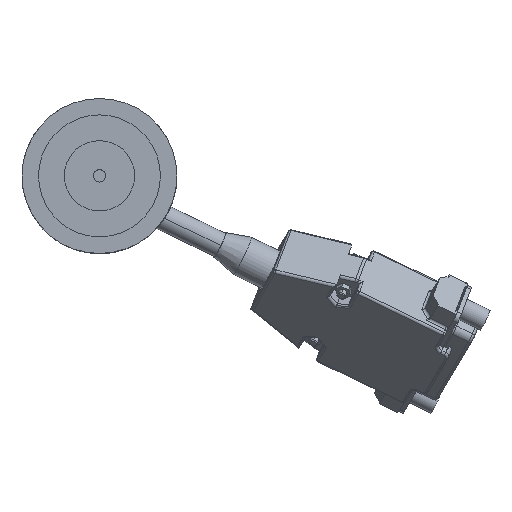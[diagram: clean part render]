
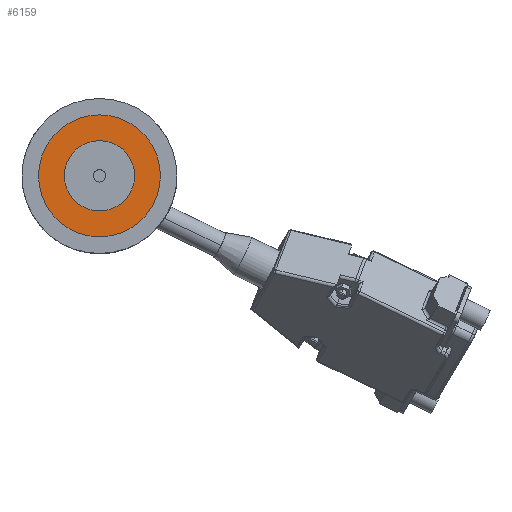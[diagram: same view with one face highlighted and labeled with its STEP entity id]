
A CAD part, top view. The second image highlights one B-rep face of the part: STEP entity #6159.
In plain terms, the highlighted planar face has unit normal (0, 0, 1).
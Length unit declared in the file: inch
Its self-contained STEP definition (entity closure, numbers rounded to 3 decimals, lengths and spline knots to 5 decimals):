
#290 = CARTESIAN_POINT ( 'NONE',  ( 0., 0.59, 0. ) ) ;
#1785 = CARTESIAN_POINT ( 'NONE',  ( 0., 0., 0. ) ) ;
#6159 = ADVANCED_FACE ( 'NONE', ( #36672, #35793 ), #32422, .T. ) ;
#7364 = DIRECTION ( 'NONE',  ( 1., 0., 0. ) ) ;
#7878 = AXIS2_PLACEMENT_3D ( 'NONE', #28581, #8190, #13915 ) ;
#8190 = DIRECTION ( 'NONE',  ( 0., 0., -1. ) ) ;
#8229 = CARTESIAN_POINT ( 'NONE',  ( 0., 0., 0. ) ) ;
#11342 = EDGE_CURVE ( 'NONE', #19065, #32322, #35816, .T. ) ;
#11914 = CARTESIAN_POINT ( 'NONE',  ( 0., 0.34, 0. ) ) ;
#13428 = AXIS2_PLACEMENT_3D ( 'NONE', #8229, #31387, #17035 ) ;
#13759 = VERTEX_POINT ( 'NONE', #11914 ) ;
#13915 = DIRECTION ( 'NONE',  ( 0., 1., 0. ) ) ;
#13988 = ORIENTED_EDGE ( 'NONE', *, *, #11342, .F. ) ;
#15330 = CARTESIAN_POINT ( 'NONE',  ( 0.59, 0., 0. ) ) ;
#15465 = ORIENTED_EDGE ( 'NONE', *, *, #21159, .T. ) ;
#16026 = DIRECTION ( 'NONE',  ( 0., 1., 0. ) ) ;
#16388 = CARTESIAN_POINT ( 'NONE',  ( 0., -0.34, 0. ) ) ;
#17035 = DIRECTION ( 'NONE',  ( 0., 1., 0. ) ) ;
#17331 = AXIS2_PLACEMENT_3D ( 'NONE', #1785, #32896, #16026 ) ;
#18157 = DIRECTION ( 'NONE',  ( 0., 1., 0. ) ) ;
#18936 = DIRECTION ( 'NONE',  ( 0., 0., 1. ) ) ;
#19065 = VERTEX_POINT ( 'NONE', #290 ) ;
#20399 = CIRCLE ( 'NONE', #13428, 0.59 ) ;
#20845 = VERTEX_POINT ( 'NONE', #16388 ) ;
#21159 = EDGE_CURVE ( 'NONE', #13759, #20845, #28875, .T. ) ;
#21350 = EDGE_CURVE ( 'NONE', #20845, #13759, #26606, .T. ) ;
#22636 = ORIENTED_EDGE ( 'NONE', *, *, #21350, .T. ) ;
#23264 = AXIS2_PLACEMENT_3D ( 'NONE', #29232, #32003, #18157 ) ;
#24542 = EDGE_LOOP ( 'NONE', ( #15465, #22636 ) ) ;
#25885 = ORIENTED_EDGE ( 'NONE', *, *, #33009, .F. ) ;
#26606 = CIRCLE ( 'NONE', #17331, 0.34 ) ;
#28581 = CARTESIAN_POINT ( 'NONE',  ( 0., 0., 0. ) ) ;
#28875 = CIRCLE ( 'NONE', #23264, 0.34 ) ;
#29232 = CARTESIAN_POINT ( 'NONE',  ( 0., 0., 0. ) ) ;
#31387 = DIRECTION ( 'NONE',  ( 0., 0., -1. ) ) ;
#32003 = DIRECTION ( 'NONE',  ( 0., 0., -1. ) ) ;
#32322 = VERTEX_POINT ( 'NONE', #35452 ) ;
#32422 = PLANE ( 'NONE',  #33219 ) ;
#32896 = DIRECTION ( 'NONE',  ( 0., 0., -1. ) ) ;
#33009 = EDGE_CURVE ( 'NONE', #32322, #19065, #20399, .T. ) ;
#33219 = AXIS2_PLACEMENT_3D ( 'NONE', #15330, #18936, #7364 ) ;
#33679 = EDGE_LOOP ( 'NONE', ( #13988, #25885 ) ) ;
#35452 = CARTESIAN_POINT ( 'NONE',  ( 0., -0.59, 0. ) ) ;
#35793 = FACE_BOUND ( 'NONE', #24542, .T. ) ;
#35816 = CIRCLE ( 'NONE', #7878, 0.59 ) ;
#36672 = FACE_OUTER_BOUND ( 'NONE', #33679, .T. ) ;
